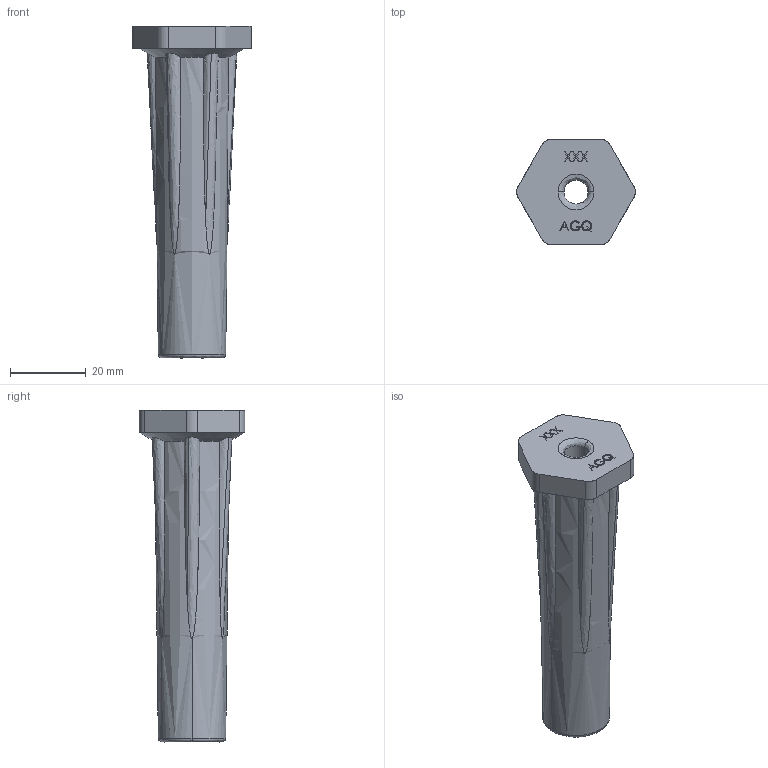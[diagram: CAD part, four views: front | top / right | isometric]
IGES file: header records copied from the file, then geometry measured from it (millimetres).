
Start section: SolidWorks IGES file using analytic representation for surfaces
Global section: file name: SB2.IGS; native system: SolidWorks 2019; preprocessor: SolidWorks 2019; author: sjohnson; date: 191030.073926; units: inch
Bounding box: 31.32 x 27.94 x 87.66 mm (x, y, z)
Surface area: 8954.8 mm2 (no closed solid volume)
Topology: 0 solids, 0 shells, 163 faces, 1710 edges, 1710 vertices
Faces by surface type: bspline 132, revolution 31
